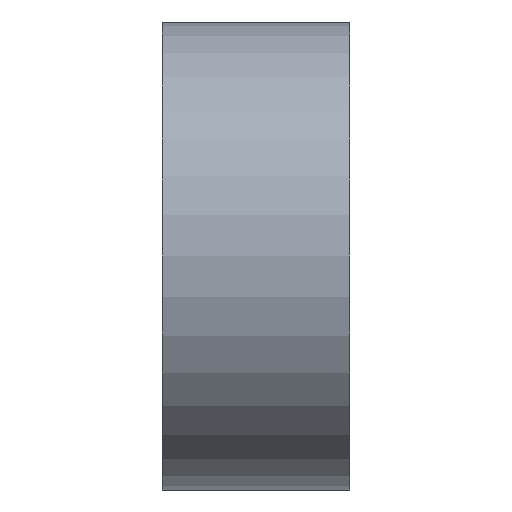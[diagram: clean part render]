
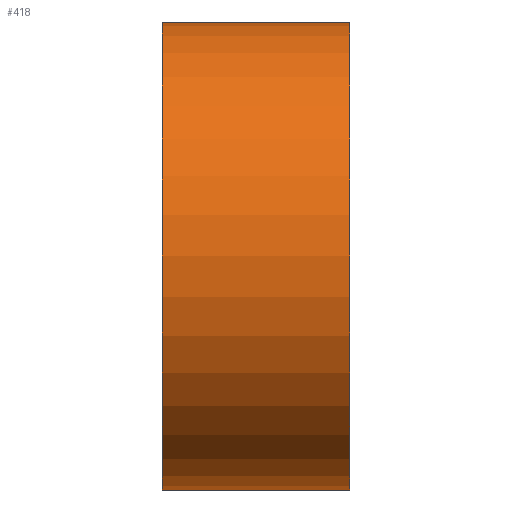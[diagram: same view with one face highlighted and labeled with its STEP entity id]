
A CAD part, left-side view. The second image highlights one B-rep face of the part: STEP entity #418.
In plain terms, the highlighted cylindrical face has radius 10 mm (diameter 20 mm), a partial arc.
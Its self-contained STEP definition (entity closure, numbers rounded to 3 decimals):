
#9 = DIRECTION ( 'NONE',  ( 0., 1., 0. ) ) ;
#18 = DIRECTION ( 'NONE',  ( 0., 0., 1. ) ) ;
#29 = ORIENTED_EDGE ( 'NONE', *, *, #486, .T. ) ;
#36 = CIRCLE ( 'NONE', #476, 10. ) ;
#48 = VECTOR ( 'NONE', #168, 1000. ) ;
#51 = DIRECTION ( 'NONE',  ( 0., 0., 1. ) ) ;
#62 = EDGE_CURVE ( 'NONE', #407, #457, #36, .T. ) ;
#78 = EDGE_LOOP ( 'NONE', ( #29, #472, #211, #332 ) ) ;
#90 = CARTESIAN_POINT ( 'NONE',  ( 0., 8., 0. ) ) ;
#97 = CARTESIAN_POINT ( 'NONE',  ( 0., 8., 0. ) ) ;
#109 = EDGE_CURVE ( 'NONE', #457, #321, #347, .T. ) ;
#140 = DIRECTION ( 'NONE',  ( 0., 0., -1. ) ) ;
#168 = DIRECTION ( 'NONE',  ( 0., -1., 0. ) ) ;
#171 = CARTESIAN_POINT ( 'NONE',  ( 0., 8., -10. ) ) ;
#176 = FACE_OUTER_BOUND ( 'NONE', #78, .T. ) ;
#211 = ORIENTED_EDGE ( 'NONE', *, *, #62, .F. ) ;
#212 = CARTESIAN_POINT ( 'NONE',  ( 0., 0., 10. ) ) ;
#223 = CYLINDRICAL_SURFACE ( 'NONE', #478, 10. ) ;
#229 = CARTESIAN_POINT ( 'NONE',  ( 0., 0., 0. ) ) ;
#231 = CARTESIAN_POINT ( 'NONE',  ( 0., 0., -10. ) ) ;
#244 = LINE ( 'NONE', #408, #48 ) ;
#264 = EDGE_CURVE ( 'NONE', #407, #491, #244, .T. ) ;
#269 = DIRECTION ( 'NONE',  ( 0., -1., 0. ) ) ;
#282 = AXIS2_PLACEMENT_3D ( 'NONE', #229, #477, #51 ) ;
#312 = CARTESIAN_POINT ( 'NONE',  ( 0., 8., 10. ) ) ;
#314 = DIRECTION ( 'NONE',  ( 0., -1., 0. ) ) ;
#321 = VERTEX_POINT ( 'NONE', #212 ) ;
#332 = ORIENTED_EDGE ( 'NONE', *, *, #264, .T. ) ;
#333 = VECTOR ( 'NONE', #314, 1000. ) ;
#347 = LINE ( 'NONE', #385, #333 ) ;
#385 = CARTESIAN_POINT ( 'NONE',  ( 0., 8., 10. ) ) ;
#407 = VERTEX_POINT ( 'NONE', #171 ) ;
#408 = CARTESIAN_POINT ( 'NONE',  ( 0., 8., -10. ) ) ;
#418 = ADVANCED_FACE ( 'NONE', ( #176 ), #223, .T. ) ;
#457 = VERTEX_POINT ( 'NONE', #312 ) ;
#472 = ORIENTED_EDGE ( 'NONE', *, *, #109, .F. ) ;
#476 = AXIS2_PLACEMENT_3D ( 'NONE', #97, #9, #18 ) ;
#477 = DIRECTION ( 'NONE',  ( 0., 1., 0. ) ) ;
#478 = AXIS2_PLACEMENT_3D ( 'NONE', #90, #269, #140 ) ;
#486 = EDGE_CURVE ( 'NONE', #491, #321, #519, .T. ) ;
#491 = VERTEX_POINT ( 'NONE', #231 ) ;
#519 = CIRCLE ( 'NONE', #282, 10. ) ;
